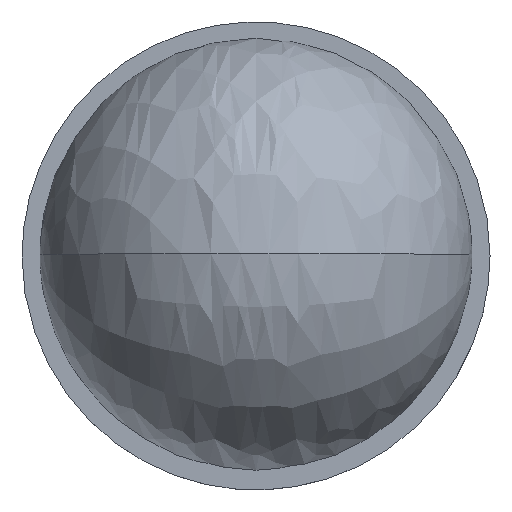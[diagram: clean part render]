
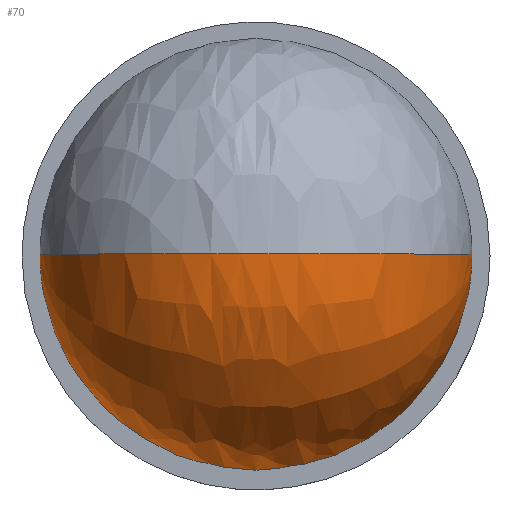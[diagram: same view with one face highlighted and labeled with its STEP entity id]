
A CAD part, top view. The second image highlights one B-rep face of the part: STEP entity #70.
In plain terms, the highlighted free-form (B-spline) face has degree [2, 2] with [5, 5] control points.
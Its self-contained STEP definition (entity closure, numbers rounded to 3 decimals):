
#70=ADVANCED_FACE('',(#90),#266,.T.);
#90=FACE_OUTER_BOUND('',#110,.T.);
#110=EDGE_LOOP('',(#157,#158));
#157=ORIENTED_EDGE('',*,*,#192,.T.);
#158=ORIENTED_EDGE('',*,*,#191,.F.);
#191=EDGE_CURVE('',#243,#244,#220,.T.);
#192=EDGE_CURVE('',#243,#244,#221,.T.);
#220=(
BOUNDED_CURVE()
B_SPLINE_CURVE(2,(#648,#649,#650,#651,#652),.UNSPECIFIED.,.F.,.F.)
B_SPLINE_CURVE_WITH_KNOTS((3,2,3),(-94.248,0.,94.248),
 .UNSPECIFIED.)
CURVE()
GEOMETRIC_REPRESENTATION_ITEM()
RATIONAL_B_SPLINE_CURVE((1.,0.707,1.,0.707,1.))
REPRESENTATION_ITEM('')
);
#221=(
BOUNDED_CURVE()
B_SPLINE_CURVE(2,(#653,#654,#655,#656,#657),.UNSPECIFIED.,.F.,.F.)
B_SPLINE_CURVE_WITH_KNOTS((3,2,3),(-94.248,0.,94.248),
 .UNSPECIFIED.)
CURVE()
GEOMETRIC_REPRESENTATION_ITEM()
RATIONAL_B_SPLINE_CURVE((1.,0.707,1.,0.707,1.))
REPRESENTATION_ITEM('')
);
#243=VERTEX_POINT('',#646);
#244=VERTEX_POINT('',#647);
#266=(
BOUNDED_SURFACE()
B_SPLINE_SURFACE(2,2,((#621,#622,#623,#624,#625),(#626,#627,#628,#629,#630),
(#631,#632,#633,#634,#635),(#636,#637,#638,#639,#640),(#641,#642,#643,#644,
#645)),.UNSPECIFIED.,.F.,.F.,.F.)
B_SPLINE_SURFACE_WITH_KNOTS((3,2,3),(3,2,3),(-94.248,0.,94.248),
(188.496,282.743,376.991),.UNSPECIFIED.)
GEOMETRIC_REPRESENTATION_ITEM()
RATIONAL_B_SPLINE_SURFACE(((1.,0.707,1.,0.707,1.),
(0.707,0.5,0.707,0.5,0.707),(1.,0.707,
1.,0.707,1.),(0.707,0.5,0.707,0.5,0.707),
(1.,0.707,1.,0.707,1.)))
REPRESENTATION_ITEM('')
SURFACE()
);
#621=CARTESIAN_POINT('',(60.,0.,280.));
#622=CARTESIAN_POINT('',(60.,0.,280.));
#623=CARTESIAN_POINT('',(60.,0.,280.));
#624=CARTESIAN_POINT('',(60.,0.,280.));
#625=CARTESIAN_POINT('',(60.,0.,280.));
#626=CARTESIAN_POINT('',(60.,0.,340.));
#627=CARTESIAN_POINT('',(60.,-60.,340.));
#628=CARTESIAN_POINT('',(60.,-60.,280.));
#629=CARTESIAN_POINT('',(60.,-60.,220.));
#630=CARTESIAN_POINT('',(60.,0.,220.));
#631=CARTESIAN_POINT('',(0.,0.,340.));
#632=CARTESIAN_POINT('',(0.,-60.,340.));
#633=CARTESIAN_POINT('',(0.,-60.,280.));
#634=CARTESIAN_POINT('',(0.,-60.,220.));
#635=CARTESIAN_POINT('',(0.,0.,220.));
#636=CARTESIAN_POINT('',(-60.,0.,340.));
#637=CARTESIAN_POINT('',(-60.,-60.,340.));
#638=CARTESIAN_POINT('',(-60.,-60.,280.));
#639=CARTESIAN_POINT('',(-60.,-60.,220.));
#640=CARTESIAN_POINT('',(-60.,0.,220.));
#641=CARTESIAN_POINT('',(-60.,0.,280.));
#642=CARTESIAN_POINT('',(-60.,0.,280.));
#643=CARTESIAN_POINT('',(-60.,0.,280.));
#644=CARTESIAN_POINT('',(-60.,0.,280.));
#645=CARTESIAN_POINT('',(-60.,0.,280.));
#646=CARTESIAN_POINT('',(60.,0.,280.));
#647=CARTESIAN_POINT('',(-60.,0.,280.));
#648=CARTESIAN_POINT('',(60.,0.,280.));
#649=CARTESIAN_POINT('',(60.,0.,220.));
#650=CARTESIAN_POINT('',(0.,0.,220.));
#651=CARTESIAN_POINT('',(-60.,0.,220.));
#652=CARTESIAN_POINT('',(-60.,0.,280.));
#653=CARTESIAN_POINT('',(60.,0.,280.));
#654=CARTESIAN_POINT('',(60.,0.,340.));
#655=CARTESIAN_POINT('',(0.,0.,340.));
#656=CARTESIAN_POINT('',(-60.,0.,340.));
#657=CARTESIAN_POINT('',(-60.,0.,280.));
